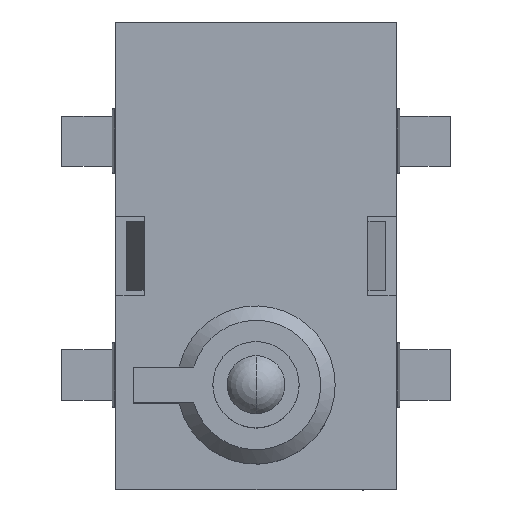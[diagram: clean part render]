
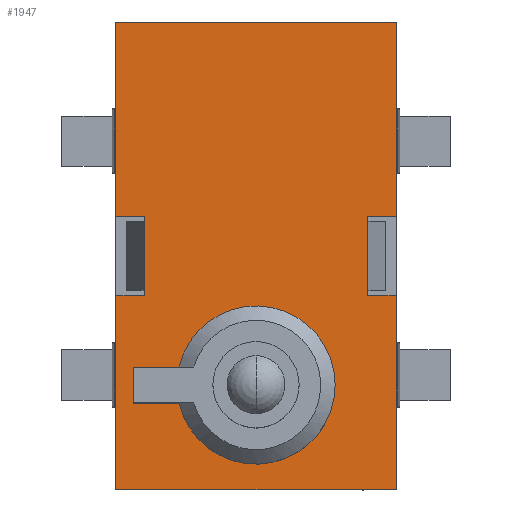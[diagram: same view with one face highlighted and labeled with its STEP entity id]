
A CAD part, top view. The second image highlights one B-rep face of the part: STEP entity #1947.
In plain terms, the highlighted planar face has unit normal (0, 0, 1).
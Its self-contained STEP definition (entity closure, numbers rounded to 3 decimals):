
#18=DIRECTION('',(1.,0.,0.));
#19=VECTOR('',#18,3.9);
#20=CARTESIAN_POINT('',(-1.95,-3.25,0.));
#21=LINE('',#20,#19);
#42=DIRECTION('',(0.,1.,0.));
#43=VECTOR('',#42,2.7);
#44=CARTESIAN_POINT('',(1.95,0.55,0.));
#45=LINE('',#44,#43);
#62=DIRECTION('',(0.,1.,0.));
#63=VECTOR('',#62,2.7);
#64=CARTESIAN_POINT('',(1.95,-3.25,0.));
#65=LINE('',#64,#63);
#130=DIRECTION('',(-1.,0.,0.));
#131=VECTOR('',#130,0.4);
#132=CARTESIAN_POINT('',(1.95,-0.55,0.));
#133=LINE('',#132,#131);
#134=DIRECTION('',(0.,1.,0.));
#135=VECTOR('',#134,2.7);
#136=CARTESIAN_POINT('',(-1.95,-3.25,0.));
#137=LINE('',#136,#135);
#138=DIRECTION('',(1.,0.,0.));
#139=VECTOR('',#138,0.4);
#140=CARTESIAN_POINT('',(-1.95,-0.55,0.));
#141=LINE('',#140,#139);
#142=DIRECTION('',(0.,1.,0.));
#143=VECTOR('',#142,1.1);
#144=CARTESIAN_POINT('',(-1.55,-0.55,0.));
#145=LINE('',#144,#143);
#146=DIRECTION('',(1.,0.,0.));
#147=VECTOR('',#146,0.4);
#148=CARTESIAN_POINT('',(-1.95,0.55,0.));
#149=LINE('',#148,#147);
#150=DIRECTION('',(0.,1.,0.));
#151=VECTOR('',#150,2.7);
#152=CARTESIAN_POINT('',(-1.95,0.55,0.));
#153=LINE('',#152,#151);
#154=DIRECTION('',(-1.,0.,0.));
#155=VECTOR('',#154,0.4);
#156=CARTESIAN_POINT('',(1.95,0.55,0.));
#157=LINE('',#156,#155);
#158=DIRECTION('',(0.,1.,0.));
#159=VECTOR('',#158,1.1);
#160=CARTESIAN_POINT('',(1.55,-0.55,0.));
#161=LINE('',#160,#159);
#162=DIRECTION('',(0.,-1.,0.));
#163=VECTOR('',#162,0.5);
#164=CARTESIAN_POINT('',(-1.7,-1.55,0.));
#165=LINE('',#164,#163);
#166=DIRECTION('',(1.,0.,0.));
#167=VECTOR('',#166,0.629);
#168=CARTESIAN_POINT('',(-1.7,-2.05,0.));
#169=LINE('',#168,#167);
#170=CARTESIAN_POINT('',(0.,-1.8,0.));
#171=DIRECTION('',(0.,0.,1.));
#172=DIRECTION('',(-0.974,-0.227,0.));
#173=AXIS2_PLACEMENT_3D('',#170,#171,#172);
#175=DIRECTION('',(-1.,0.,0.));
#176=VECTOR('',#175,0.629);
#177=CARTESIAN_POINT('',(-1.071,-1.55,0.));
#178=LINE('',#177,#176);
#375=DIRECTION('',(1.,0.,0.));
#376=VECTOR('',#375,3.9);
#377=CARTESIAN_POINT('',(-1.95,3.25,0.));
#378=LINE('',#377,#376);
#1305=CARTESIAN_POINT('',(-1.95,-3.25,0.));
#1306=CARTESIAN_POINT('',(1.95,-3.25,0.));
#1307=VERTEX_POINT('',#1305);
#1308=VERTEX_POINT('',#1306);
#1313=CARTESIAN_POINT('',(-1.95,3.25,0.));
#1314=CARTESIAN_POINT('',(1.95,3.25,0.));
#1315=VERTEX_POINT('',#1313);
#1316=VERTEX_POINT('',#1314);
#1321=CARTESIAN_POINT('',(-1.95,-0.55,0.));
#1323=VERTEX_POINT('',#1321);
#1325=CARTESIAN_POINT('',(-1.95,0.55,0.));
#1327=VERTEX_POINT('',#1325);
#1329=CARTESIAN_POINT('',(-1.55,-0.55,0.));
#1330=VERTEX_POINT('',#1329);
#1331=CARTESIAN_POINT('',(-1.55,0.55,0.));
#1332=VERTEX_POINT('',#1331);
#1399=CARTESIAN_POINT('',(-1.7,-1.55,0.));
#1400=CARTESIAN_POINT('',(-1.7,-2.05,0.));
#1401=VERTEX_POINT('',#1399);
#1402=VERTEX_POINT('',#1400);
#1403=CARTESIAN_POINT('',(-1.071,-2.05,0.));
#1404=VERTEX_POINT('',#1403);
#1405=CARTESIAN_POINT('',(-1.071,-1.55,0.));
#1406=VERTEX_POINT('',#1405);
#1679=CARTESIAN_POINT('',(1.55,-0.55,0.));
#1680=VERTEX_POINT('',#1679);
#1683=CARTESIAN_POINT('',(1.55,0.55,0.));
#1684=VERTEX_POINT('',#1683);
#1709=CARTESIAN_POINT('',(1.95,-0.55,0.));
#1710=VERTEX_POINT('',#1709);
#1711=CARTESIAN_POINT('',(1.95,0.55,0.));
#1712=VERTEX_POINT('',#1711);
#1911=CARTESIAN_POINT('',(-1.95,-3.25,0.));
#1912=DIRECTION('',(0.,0.,1.));
#1913=DIRECTION('',(1.,0.,0.));
#1914=AXIS2_PLACEMENT_3D('',#1911,#1912,#1913);
#1915=PLANE('',#1914);
#1916=ORIENTED_EDGE('',*,*,#1804,.F.);
#1917=ORIENTED_EDGE('',*,*,#1791,.F.);
#1918=ORIENTED_EDGE('',*,*,#1730,.F.);
#1920=ORIENTED_EDGE('',*,*,#1919,.T.);
#1922=ORIENTED_EDGE('',*,*,#1921,.T.);
#1924=ORIENTED_EDGE('',*,*,#1923,.T.);
#1926=ORIENTED_EDGE('',*,*,#1925,.F.);
#1928=ORIENTED_EDGE('',*,*,#1927,.T.);
#1930=ORIENTED_EDGE('',*,*,#1929,.T.);
#1931=ORIENTED_EDGE('',*,*,#1778,.F.);
#1933=ORIENTED_EDGE('',*,*,#1932,.T.);
#1934=ORIENTED_EDGE('',*,*,#1903,.F.);
#1935=EDGE_LOOP('',(#1916,#1917,#1918,#1920,#1922,#1924,#1926,#1928,#1930,#1931,
#1933,#1934));
#1936=FACE_OUTER_BOUND('',#1935,.F.);
#1938=ORIENTED_EDGE('',*,*,#1937,.T.);
#1940=ORIENTED_EDGE('',*,*,#1939,.T.);
#1942=ORIENTED_EDGE('',*,*,#1941,.T.);
#1944=ORIENTED_EDGE('',*,*,#1943,.T.);
#1945=EDGE_LOOP('',(#1938,#1940,#1942,#1944));
#1946=FACE_BOUND('',#1945,.F.);
#174=CIRCLE('',#173,1.1);
#1730=EDGE_CURVE('',#1307,#1308,#21,.T.);
#1778=EDGE_CURVE('',#1712,#1316,#45,.T.);
#1791=EDGE_CURVE('',#1308,#1710,#65,.T.);
#1804=EDGE_CURVE('',#1710,#1680,#133,.T.);
#1903=EDGE_CURVE('',#1680,#1684,#161,.T.);
#1919=EDGE_CURVE('',#1307,#1323,#137,.T.);
#1921=EDGE_CURVE('',#1323,#1330,#141,.T.);
#1923=EDGE_CURVE('',#1330,#1332,#145,.T.);
#1925=EDGE_CURVE('',#1327,#1332,#149,.T.);
#1927=EDGE_CURVE('',#1327,#1315,#153,.T.);
#1929=EDGE_CURVE('',#1315,#1316,#378,.T.);
#1932=EDGE_CURVE('',#1712,#1684,#157,.T.);
#1937=EDGE_CURVE('',#1401,#1402,#165,.T.);
#1939=EDGE_CURVE('',#1402,#1404,#169,.T.);
#1941=EDGE_CURVE('',#1404,#1406,#174,.T.);
#1943=EDGE_CURVE('',#1406,#1401,#178,.T.);
#1947=ADVANCED_FACE('',(#1936,#1946),#1915,.T.);
